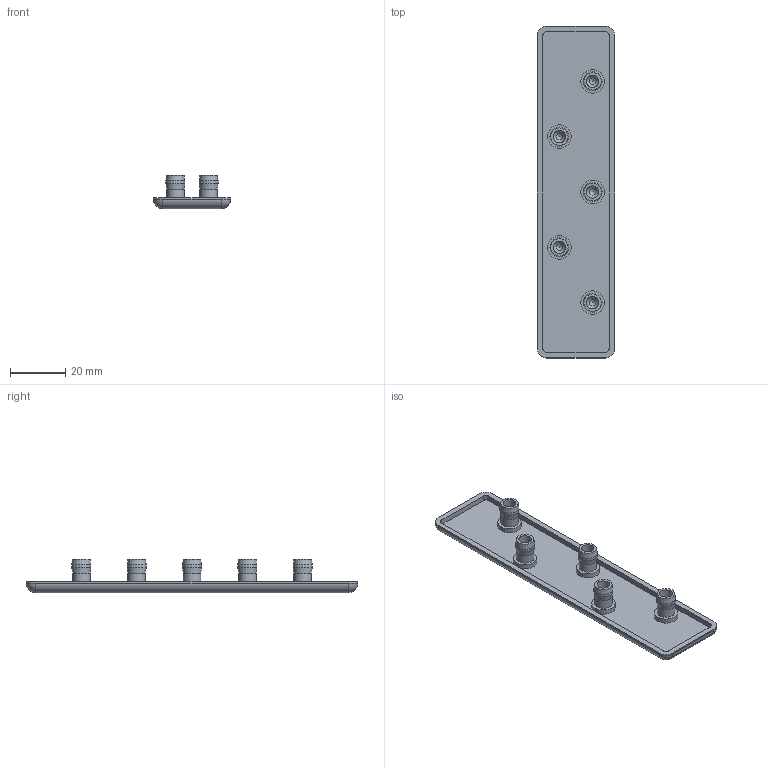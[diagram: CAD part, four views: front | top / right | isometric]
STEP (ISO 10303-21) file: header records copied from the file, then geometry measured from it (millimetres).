
FILE_DESCRIPTION((''),'2;1');
FILE_NAME('SZ0042S_A.stp','2013-08-20T08:33:05',('janine behrens'),(''),'Autodesk Inventor 2012','Autodesk Inventor 2012','');
FILE_SCHEMA(('AUTOMOTIVE_DESIGN { 1 0 10303 214 1 1 1 1 }'));
Length unit declared in the file: millimetre
Products named in the file (1): SZ0042S-A
Bounding box: 28 x 120 x 12.1 mm (x, y, z)
Volume: 8322.7 mm3; surface area: 9626.8 mm2
Topology: 1 solids, 1 shells, 77 faces, 158 edges, 93 vertices
Faces by surface type: cylinder 32, plane 21, cone 15, bspline 5, sphere 4
Full cylindrical faces by diameter (mm): 4.5 x5, 6.3 x5, 6.9 x5, 8.5 x5
Entity records: 2106 total; most frequent: CARTESIAN_POINT 628, DIRECTION 320, ORIENTED_EDGE 230, AXIS2_PLACEMENT_3D 142, EDGE_LOOP 123, EDGE_CURVE 115, VERTEX_POINT 86, FACE_OUTER_BOUND 77
